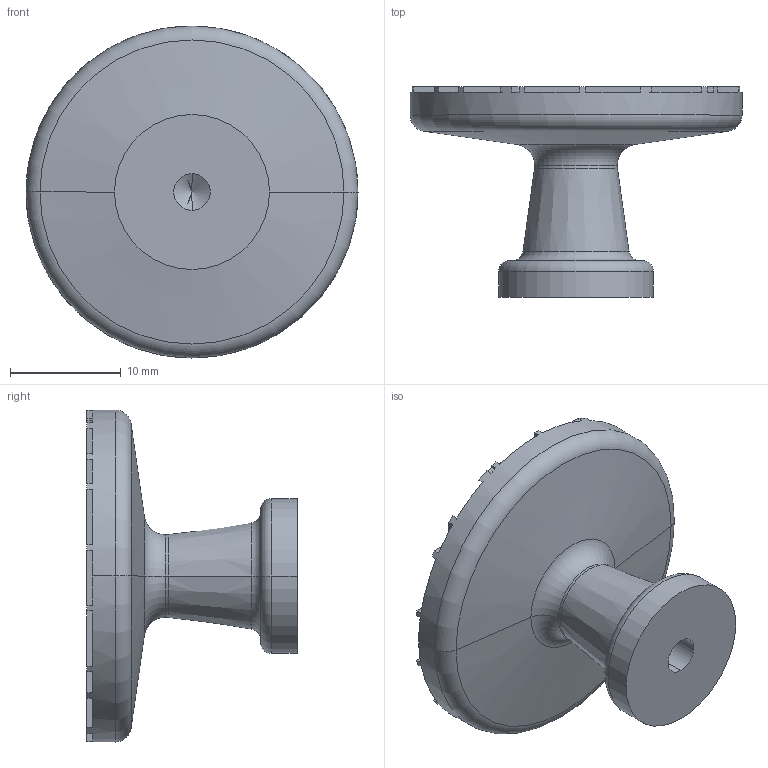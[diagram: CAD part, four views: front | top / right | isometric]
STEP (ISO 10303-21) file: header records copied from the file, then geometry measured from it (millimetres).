
FILE_DESCRIPTION (( 'STEP AP214' ), '1' );
FILE_NAME ('F003188,F003189_3D.step', '2022-08-15T13:04:04', ( '' ), ( '' ), 'SwSTEP 2.0', 'SolidWorks 2020', '' );
FILE_SCHEMA (( 'AUTOMOTIVE_DESIGN' ));
Length unit declared in the file: millimetre
Products named in the file (1): F003188,F003189_3D
Bounding box: 30 x 19 x 30 mm (x, y, z)
Volume: 3887.3 mm3; surface area: 2599.6 mm2
Topology: 1 solids, 1 shells, 176 faces, 456 edges, 297 vertices
Faces by surface type: plane 154, torus 10, cylinder 6, cone 6
Entity records: 5837 total; most frequent: CARTESIAN_POINT 1649, ORIENTED_EDGE 908, DIRECTION 763, EDGE_CURVE 454, VERTEX_POINT 297, LINE 265, VECTOR 265, AXIS2_PLACEMENT_3D 249
